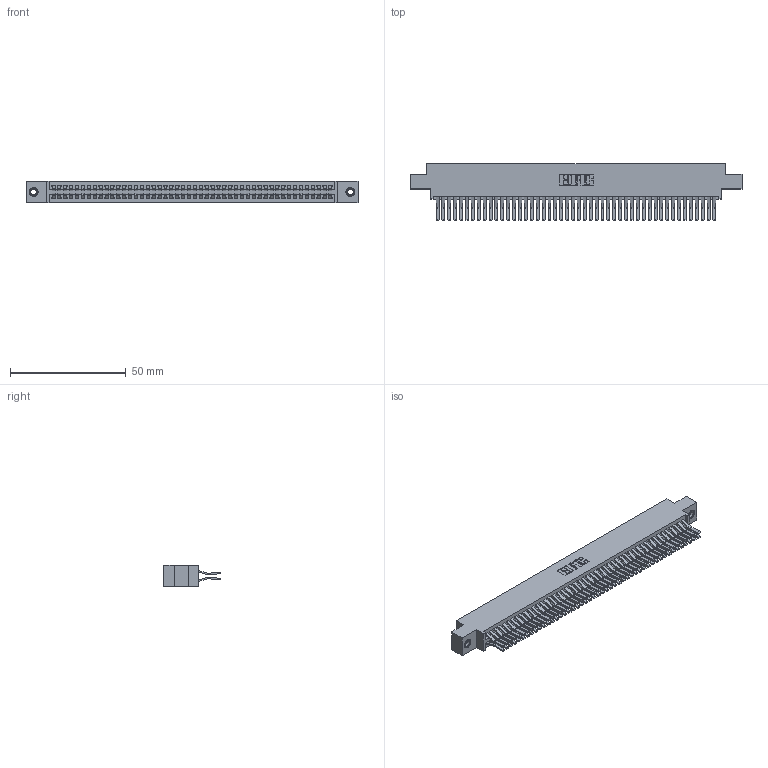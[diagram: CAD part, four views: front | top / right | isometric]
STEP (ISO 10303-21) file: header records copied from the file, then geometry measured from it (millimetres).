
FILE_DESCRIPTION (( 'STEP AP203' ), '1' );
FILE_NAME ('395-096-560-807.STEP', '2019-10-26T02:24:41', ( '' ), ( '' ), 'SwSTEP 2.0', 'SolidWorks 2016', '' );
FILE_SCHEMA (( 'CONFIG_CONTROL_DESIGN' ));
Length unit declared in the file: inch
Products named in the file (4): 345-250-001_345-250-005-103; 395-096-560-807; 345 Part_0.170 Offset - 0.156 Dia-TI; 345-292-001_560 Tail
Assembly tree (99 placements, depth 2):
  395-096-560-807
    345 Part_0.170 Offset - 0.156 Dia-TI
    345-292-001_560 Tail  x96
    345-250-001_345-250-005-103  x2
Bounding box: 143.13 x 24.45 x 9.4 mm (x, y, z)
Volume: 14461.7 mm3; surface area: 23282.8 mm2
Topology: 99 solids, 99 shells, 5182 faces, 15369 edges, 10110 vertices
Faces by surface type: plane 3284, cylinder 1882, cone 12, torus 4
Entity records: 38260 total; most frequent: CARTESIAN_POINT 6391, ORIENTED_EDGE 6318, DIRECTION 5657, EDGE_CURVE 3159, VECTOR 2811, LINE 2811, VERTEX_POINT 2100, AXIS2_PLACEMENT_3D 1423
